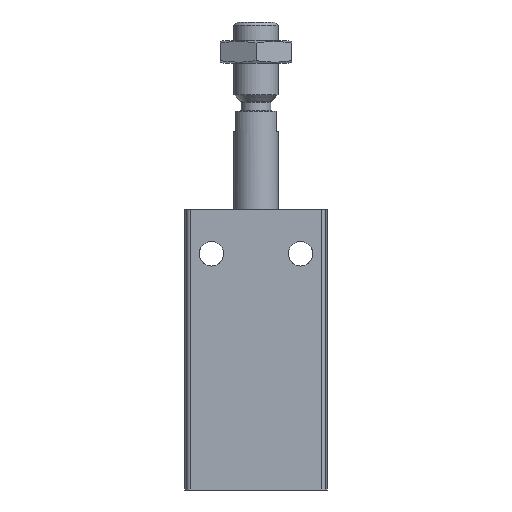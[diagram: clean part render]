
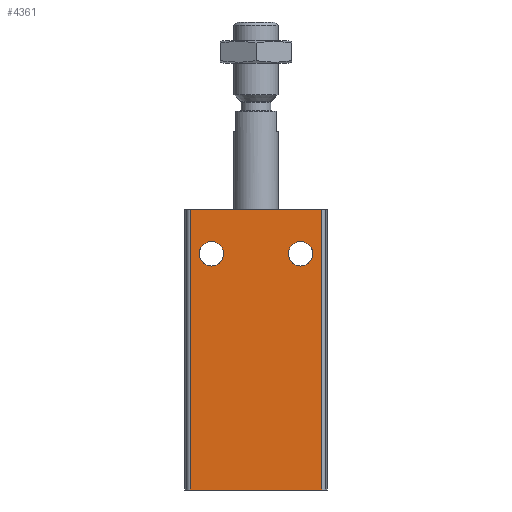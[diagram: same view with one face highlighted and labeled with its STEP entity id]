
A CAD part, front view. The second image highlights one B-rep face of the part: STEP entity #4361.
In plain terms, the highlighted planar face has unit normal (0, -1, 0).
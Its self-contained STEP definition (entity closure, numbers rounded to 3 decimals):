
#123=PLANE('',#4823);
#417=LINE('',#7397,#763);
#427=LINE('',#7448,#773);
#440=LINE('',#7490,#786);
#441=LINE('',#7491,#787);
#763=VECTOR('',#5758,1000.);
#773=VECTOR('',#5804,1000.);
#786=VECTOR('',#5845,1000.);
#787=VECTOR('',#5846,1000.);
#875=CIRCLE('',#4545,2.75);
#941=CIRCLE('',#4683,2.75);
#1761=ORIENTED_EDGE('',*,*,#2351,.F.);
#1762=ORIENTED_EDGE('',*,*,#2583,.F.);
#1763=ORIENTED_EDGE('',*,*,#2750,.T.);
#1764=ORIENTED_EDGE('',*,*,#2802,.T.);
#1765=ORIENTED_EDGE('',*,*,#2777,.F.);
#1766=ORIENTED_EDGE('',*,*,#2803,.F.);
#2351=EDGE_CURVE('',#2975,#2975,#875,.T.);
#2583=EDGE_CURVE('',#3154,#3154,#941,.T.);
#2750=EDGE_CURVE('',#3276,#3275,#417,.T.);
#2777=EDGE_CURVE('',#3298,#3299,#427,.T.);
#2802=EDGE_CURVE('',#3275,#3299,#440,.T.);
#2803=EDGE_CURVE('',#3276,#3298,#441,.T.);
#2975=VERTEX_POINT('',#6378);
#3154=VERTEX_POINT('',#6979);
#3275=VERTEX_POINT('',#7396);
#3276=VERTEX_POINT('',#7398);
#3298=VERTEX_POINT('',#7447);
#3299=VERTEX_POINT('',#7449);
#3601=EDGE_LOOP('',(#1761));
#3602=EDGE_LOOP('',(#1762));
#3603=EDGE_LOOP('',(#1763,#1764,#1765,#1766));
#3927=FACE_BOUND('',#3601,.T.);
#3928=FACE_BOUND('',#3602,.T.);
#3929=FACE_BOUND('',#3603,.T.);
#4361=ADVANCED_FACE('',(#3927,#3928,#3929),#123,.T.);
#4545=AXIS2_PLACEMENT_3D('',#6377,#5030,#5031);
#4683=AXIS2_PLACEMENT_3D('',#6978,#5448,#5449);
#4823=AXIS2_PLACEMENT_3D('',#7489,#5843,#5844);
#5030=DIRECTION('',(0.,-1.,0.));
#5031=DIRECTION('',(0.,0.,-1.));
#5448=DIRECTION('',(0.,-1.,0.));
#5449=DIRECTION('',(0.,0.,-1.));
#5758=DIRECTION('',(1.,0.,0.));
#5804=DIRECTION('',(1.,0.,0.));
#5843=DIRECTION('',(0.,-1.,0.));
#5844=DIRECTION('',(0.,0.,-1.));
#5845=DIRECTION('',(0.,0.,1.));
#5846=DIRECTION('',(0.,0.,1.));
#6377=CARTESIAN_POINT('',(-10.,-25.,-10.));
#6378=CARTESIAN_POINT('',(-10.,-25.,-12.75));
#6978=CARTESIAN_POINT('',(10.,-25.,-10.));
#6979=CARTESIAN_POINT('',(10.,-25.,-12.75));
#7396=CARTESIAN_POINT('',(14.76,-25.,-63.));
#7397=CARTESIAN_POINT('',(-16.,-25.,-63.));
#7398=CARTESIAN_POINT('',(-14.76,-25.,-63.));
#7447=CARTESIAN_POINT('',(-14.76,-25.,0.));
#7448=CARTESIAN_POINT('',(-16.,-25.,0.));
#7449=CARTESIAN_POINT('',(14.76,-25.,0.));
#7489=CARTESIAN_POINT('',(-16.,-25.,-63.));
#7490=CARTESIAN_POINT('',(14.76,-25.,-63.));
#7491=CARTESIAN_POINT('',(-14.76,-25.,-63.));
